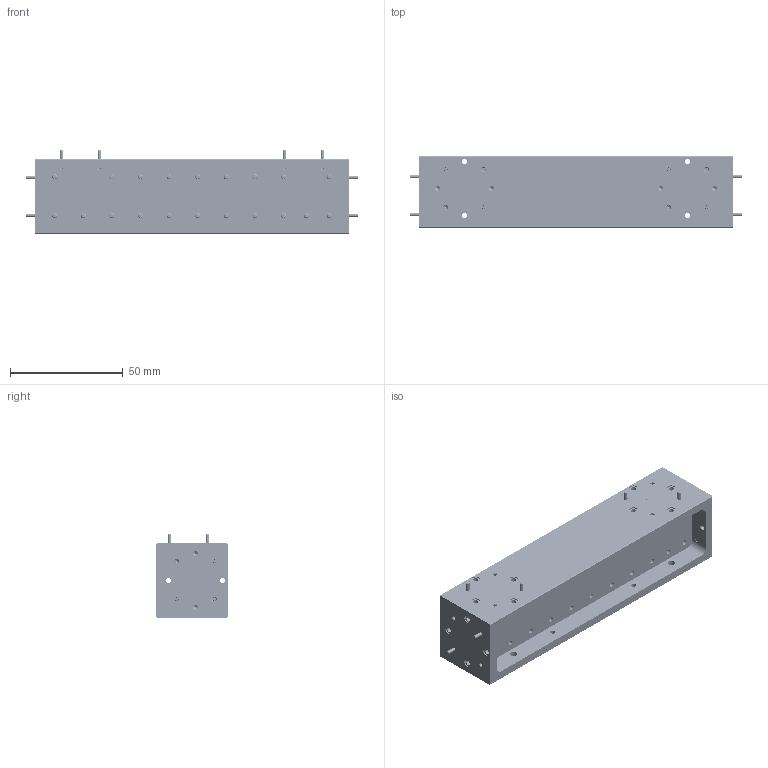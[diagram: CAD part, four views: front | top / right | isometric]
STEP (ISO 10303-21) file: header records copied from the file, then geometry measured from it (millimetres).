
FILE_DESCRIPTION (( 'STEP AP203' ), '1' );
FILE_NAME ('DMWD-22-101-B1, df.STEP', '2017-06-08T23:22:31', ( '' ), ( '' ), 'SwSTEP 2.0', 'SolidWorks 2013', '' );
FILE_SCHEMA (( 'CONFIG_CONTROL_DESIGN' ));
Products named in the file (1): DMWD-22-101-B1, df
Bounding box: 147.45 x 31.75 x 36.89 mm (x, y, z)
Volume: 89891.7 mm3; surface area: 52531.3 mm2
Topology: 51 solids, 51 shells, 2789 faces, 7589 edges, 4920 vertices
Faces by surface type: cylinder 1972, plane 408, cone 369, bspline 40
Entity records: 126036 total; most frequent: CARTESIAN_POINT 64685, ORIENTED_EDGE 15114, DIRECTION 10811, EDGE_CURVE 7557, VERTEX_POINT 4920, AXIS2_PLACEMENT_3D 3986, EDGE_LOOP 3023, LINE 2839
